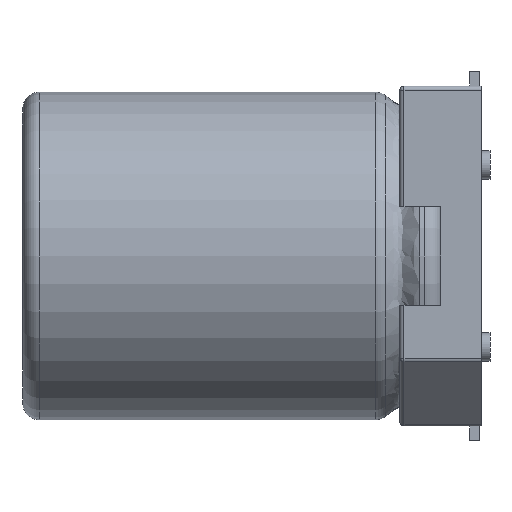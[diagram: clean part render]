
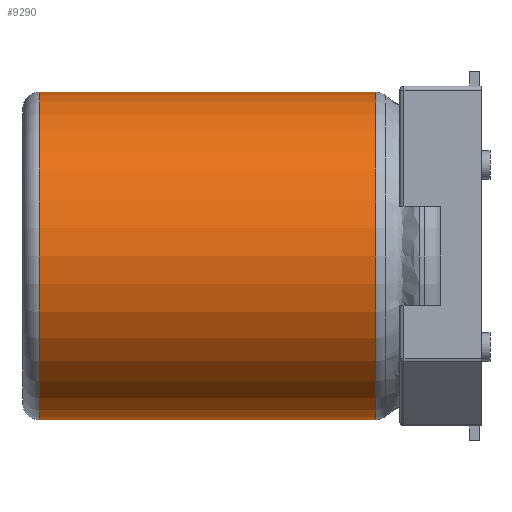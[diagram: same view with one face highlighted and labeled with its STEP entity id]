
A CAD part, left-side view. The second image highlights one B-rep face of the part: STEP entity #9290.
In plain terms, the highlighted cylindrical face has radius 4 mm (diameter 8 mm), a partial arc.
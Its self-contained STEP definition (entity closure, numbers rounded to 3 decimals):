
#37 = DIRECTION ( 'NONE',  ( 0., -1., 0. ) ) ;
#39 = LINE ( 'NONE', #9894, #4655 ) ;
#211 = VECTOR ( 'NONE', #5772, 1000. ) ;
#322 = EDGE_LOOP ( 'NONE', ( #7677, #2245, #5972, #10513 ) ) ;
#593 = EDGE_CURVE ( 'NONE', #6805, #8206, #3758, .T. ) ;
#2239 = CYLINDRICAL_SURFACE ( 'NONE', #6708, 4. ) ;
#2245 = ORIENTED_EDGE ( 'NONE', *, *, #7278, .T. ) ;
#2647 = CARTESIAN_POINT ( 'NONE',  ( 0., -18.963, 0. ) ) ;
#3541 = DIRECTION ( 'NONE',  ( 0., 0., -1. ) ) ;
#3758 = LINE ( 'NONE', #11006, #211 ) ;
#3852 = CARTESIAN_POINT ( 'NONE',  ( 0., 10.807, 4. ) ) ;
#3863 = EDGE_CURVE ( 'NONE', #8206, #9539, #10899, .T. ) ;
#4036 = CARTESIAN_POINT ( 'NONE',  ( 0., 10.807, 0. ) ) ;
#4437 = CARTESIAN_POINT ( 'NONE',  ( 0., 2.594, 0. ) ) ;
#4513 = CARTESIAN_POINT ( 'NONE',  ( 0., 2.594, 4. ) ) ;
#4514 = AXIS2_PLACEMENT_3D ( 'NONE', #4036, #10127, #4898 ) ;
#4655 = VECTOR ( 'NONE', #7170, 1000. ) ;
#4898 = DIRECTION ( 'NONE',  ( 0., 0., -1. ) ) ;
#5295 = DIRECTION ( 'NONE',  ( 0., 0., -1. ) ) ;
#5618 = FACE_OUTER_BOUND ( 'NONE', #322, .T. ) ;
#5772 = DIRECTION ( 'NONE',  ( 0., -1., 0. ) ) ;
#5972 = ORIENTED_EDGE ( 'NONE', *, *, #10187, .T. ) ;
#6094 = VERTEX_POINT ( 'NONE', #11232 ) ;
#6708 = AXIS2_PLACEMENT_3D ( 'NONE', #2647, #37, #3541 ) ;
#6805 = VERTEX_POINT ( 'NONE', #3852 ) ;
#6894 = AXIS2_PLACEMENT_3D ( 'NONE', #4437, #10549, #5295 ) ;
#7170 = DIRECTION ( 'NONE',  ( 0., -1., 0. ) ) ;
#7278 = EDGE_CURVE ( 'NONE', #6805, #6094, #8898, .T. ) ;
#7677 = ORIENTED_EDGE ( 'NONE', *, *, #593, .F. ) ;
#8206 = VERTEX_POINT ( 'NONE', #4513 ) ;
#8898 = CIRCLE ( 'NONE', #4514, 4. ) ;
#9290 = ADVANCED_FACE ( 'NONE', ( #5618 ), #2239, .T. ) ;
#9539 = VERTEX_POINT ( 'NONE', #10414 ) ;
#9894 = CARTESIAN_POINT ( 'NONE',  ( 0., -18.963, -4. ) ) ;
#10127 = DIRECTION ( 'NONE',  ( 0., -1., 0. ) ) ;
#10187 = EDGE_CURVE ( 'NONE', #6094, #9539, #39, .T. ) ;
#10414 = CARTESIAN_POINT ( 'NONE',  ( 0., 2.594, -4. ) ) ;
#10513 = ORIENTED_EDGE ( 'NONE', *, *, #3863, .F. ) ;
#10549 = DIRECTION ( 'NONE',  ( 0., -1., 0. ) ) ;
#10899 = CIRCLE ( 'NONE', #6894, 4. ) ;
#11006 = CARTESIAN_POINT ( 'NONE',  ( 0., -18.963, 4. ) ) ;
#11232 = CARTESIAN_POINT ( 'NONE',  ( 0., 10.807, -4. ) ) ;
